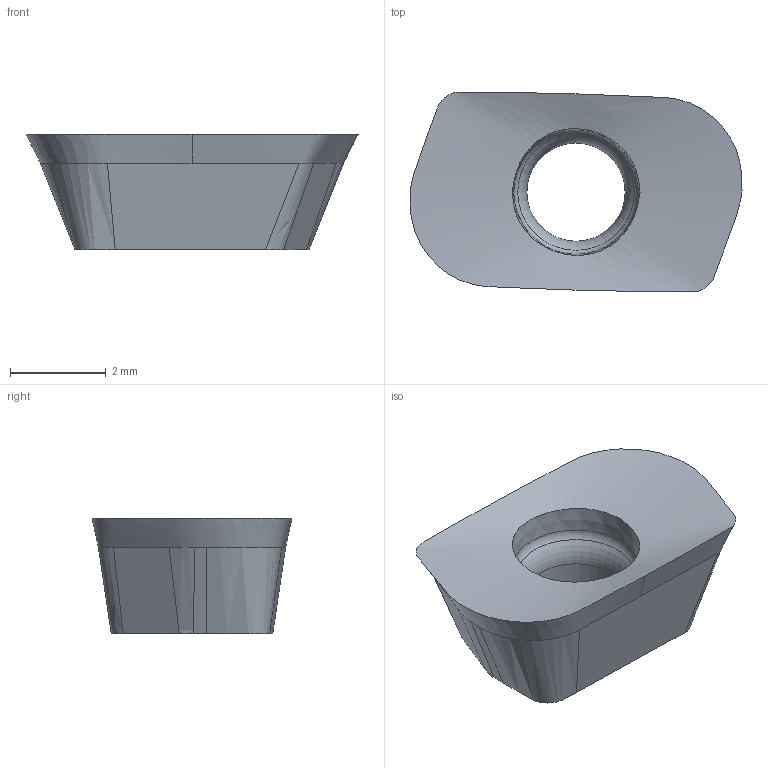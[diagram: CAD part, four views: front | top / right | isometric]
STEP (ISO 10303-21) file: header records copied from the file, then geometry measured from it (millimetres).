
FILE_DESCRIPTION(/* description */ (''),/* implementation_level */ '2;1');
FILE_NAME(/* name */ 'aaa314488_a.stp',/* time_stamp */ '2018-06-13T10:47:44+02:00',/* author */ (''),/* organization */ ('SMS'),/* preprocessor_version */ 'ST-DEVELOPER v15',/* originating_system */ 'SIEMENS PLM Software NX 8.5',/* authorisation */ '');
FILE_SCHEMA (('AUTOMOTIVE_DESIGN { 1 0 10303 214 3 1 1 1 }'));
Length unit declared in the file: millimetre
Products named in the file (1): AAA314488_A
Bounding box: 6.92 x 4.17 x 2.4 mm (x, y, z)
Volume: 34.2 mm3; surface area: 89.7 mm2
Topology: 1 solids, 1 shells, 20 faces, 69 edges, 52 vertices
Faces by surface type: bspline 15, torus 2, plane 1, cylinder 1, cone 1
Full cylindrical faces by diameter (mm): 2.05 x1
Entity records: 3631 total; most frequent: CARTESIAN_POINT 3161, ORIENTED_EDGE 120, EDGE_CURVE 60, B_SPLINE_CURVE_WITH_KNOTS 57, VERTEX_POINT 46, EDGE_LOOP 26, DIRECTION 24, ADVANCED_FACE 20
